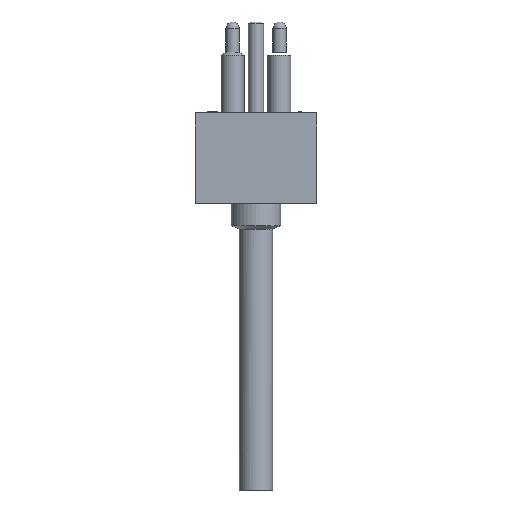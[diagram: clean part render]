
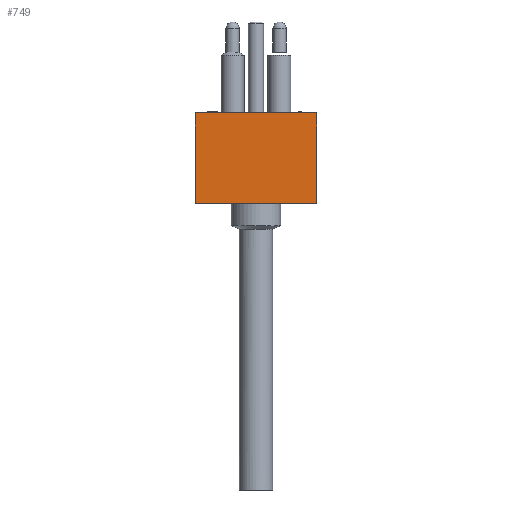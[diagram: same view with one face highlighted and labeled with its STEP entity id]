
A CAD part, front view. The second image highlights one B-rep face of the part: STEP entity #749.
In plain terms, the highlighted planar face has unit normal (0, -1, 0).
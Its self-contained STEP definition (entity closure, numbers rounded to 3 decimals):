
#56=LINE('',#1115,#113);
#57=LINE('',#1117,#114);
#58=LINE('',#1119,#115);
#59=LINE('',#1120,#116);
#113=VECTOR('',#903,1000.);
#114=VECTOR('',#904,1000.);
#115=VECTOR('',#905,1000.);
#116=VECTOR('',#906,1000.);
#180=FACE_OUTER_BOUND('',#225,.T.);
#225=EDGE_LOOP('',(#508,#509,#510,#511));
#321=VERTEX_POINT('',#1113);
#322=VERTEX_POINT('',#1114);
#323=VERTEX_POINT('',#1116);
#324=VERTEX_POINT('',#1118);
#398=EDGE_CURVE('',#321,#322,#56,.T.);
#399=EDGE_CURVE('',#322,#323,#57,.T.);
#400=EDGE_CURVE('',#323,#324,#58,.T.);
#401=EDGE_CURVE('',#324,#321,#59,.T.);
#508=ORIENTED_EDGE('',*,*,#398,.T.);
#509=ORIENTED_EDGE('',*,*,#399,.T.);
#510=ORIENTED_EDGE('',*,*,#400,.T.);
#511=ORIENTED_EDGE('',*,*,#401,.T.);
#725=PLANE('',#817);
#749=ADVANCED_FACE('',(#180),#725,.T.);
#817=AXIS2_PLACEMENT_3D('',#1112,#901,#902);
#901=DIRECTION('center_axis',(0.,-1.,0.));
#902=DIRECTION('ref_axis',(0.,0.,-1.));
#903=DIRECTION('',(-1.,0.,0.));
#904=DIRECTION('',(0.,0.,-1.));
#905=DIRECTION('',(1.,0.,0.));
#906=DIRECTION('',(0.,0.,1.));
#1112=CARTESIAN_POINT('Origin',(0.,0.,0.));
#1113=CARTESIAN_POINT('',(12.7,0.,9.525));
#1114=CARTESIAN_POINT('',(-12.7,0.,9.525));
#1115=CARTESIAN_POINT('',(0.,0.,9.525));
#1116=CARTESIAN_POINT('',(-12.7,0.,-9.525));
#1117=CARTESIAN_POINT('',(-12.7,0.,9.525));
#1118=CARTESIAN_POINT('',(12.7,0.,-9.525));
#1119=CARTESIAN_POINT('',(0.,0.,-9.525));
#1120=CARTESIAN_POINT('',(12.7,0.,9.525));
